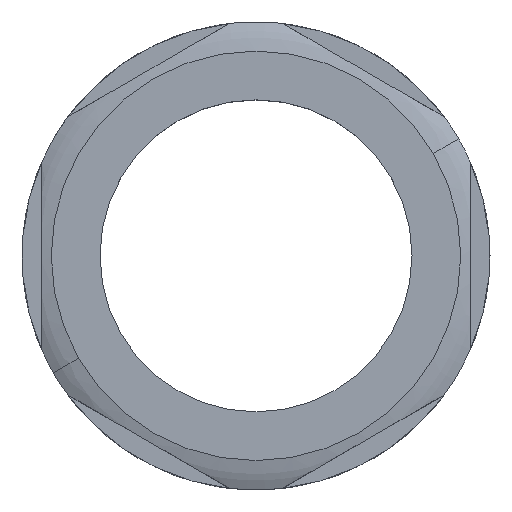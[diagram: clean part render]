
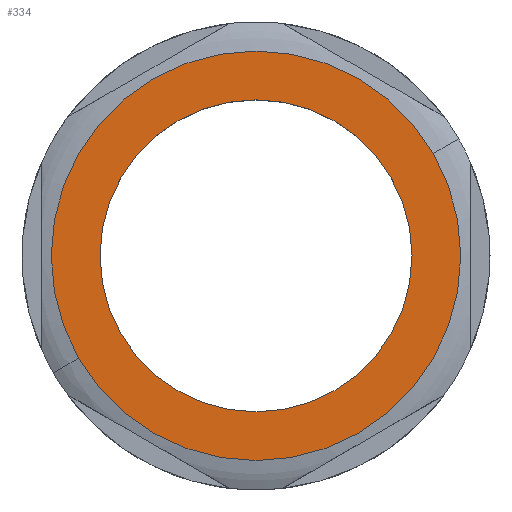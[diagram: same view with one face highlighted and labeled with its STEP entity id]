
A CAD part, top view. The second image highlights one B-rep face of the part: STEP entity #334.
In plain terms, the highlighted planar face has unit normal (0, 0, 1).
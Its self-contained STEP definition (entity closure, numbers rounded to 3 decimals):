
#54=AXIS2_PLACEMENT_3D('Circle Axis2P3D',#52,#53,$) ;
#291=AXIS2_PLACEMENT_3D('Circle Axis2P3D',#289,#290,$) ;
#310=AXIS2_PLACEMENT_3D('Plane Axis2P3D',#307,#308,#309) ;
#318=AXIS2_PLACEMENT_3D('Circle Axis2P3D',#316,#317,$) ;
#327=AXIS2_PLACEMENT_3D('Circle Axis2P3D',#325,#326,$) ;
#49=CARTESIAN_POINT('Vertex',(2.907,6.75,5.)) ;
#52=CARTESIAN_POINT('Axis2P3D Location',(12.,12.,5.)) ;
#56=CARTESIAN_POINT('Vertex',(21.093,17.25,5.)) ;
#289=CARTESIAN_POINT('Axis2P3D Location',(12.,12.,5.)) ;
#307=CARTESIAN_POINT('Axis2P3D Location',(12.,12.,5.)) ;
#316=CARTESIAN_POINT('Axis2P3D Location',(12.,12.,5.)) ;
#320=CARTESIAN_POINT('Vertex',(5.072,8.,5.)) ;
#322=CARTESIAN_POINT('Vertex',(18.928,16.,5.)) ;
#325=CARTESIAN_POINT('Axis2P3D Location',(12.,12.,5.)) ;
#53=DIRECTION('Axis2P3D Direction',(0.,-0.,1.)) ;
#290=DIRECTION('Axis2P3D Direction',(0.,-0.,1.)) ;
#308=DIRECTION('Axis2P3D Direction',(0.,-0.,1.)) ;
#309=DIRECTION('Axis2P3D XDirection',(0.866,0.5,0.)) ;
#317=DIRECTION('Axis2P3D Direction',(0.,-0.,1.)) ;
#326=DIRECTION('Axis2P3D Direction',(0.,-0.,1.)) ;
#313=ORIENTED_EDGE('',*,*,#58,.T.) ;
#314=ORIENTED_EDGE('',*,*,#293,.T.) ;
#331=ORIENTED_EDGE('',*,*,#324,.F.) ;
#332=ORIENTED_EDGE('',*,*,#329,.F.) ;
#333=FACE_BOUND('',#330,.T.) ;
#334=ADVANCED_FACE('Schnitt-Rotation1',(#315,#333),#311,.T.) ;
#55=CIRCLE('generated circle',#54,10.5) ;
#292=CIRCLE('generated circle',#291,10.5) ;
#319=CIRCLE('generated circle',#318,8.) ;
#328=CIRCLE('generated circle',#327,8.) ;
#58=EDGE_CURVE('',#57,#50,#55,.T.) ;
#293=EDGE_CURVE('',#50,#57,#292,.T.) ;
#324=EDGE_CURVE('',#321,#323,#319,.T.) ;
#329=EDGE_CURVE('',#323,#321,#328,.T.) ;
#312=EDGE_LOOP('',(#313,#314)) ;
#330=EDGE_LOOP('',(#331,#332)) ;
#315=FACE_OUTER_BOUND('',#312,.T.) ;
#311=PLANE('',#310) ;
#50=VERTEX_POINT('',#49) ;
#57=VERTEX_POINT('',#56) ;
#321=VERTEX_POINT('',#320) ;
#323=VERTEX_POINT('',#322) ;
